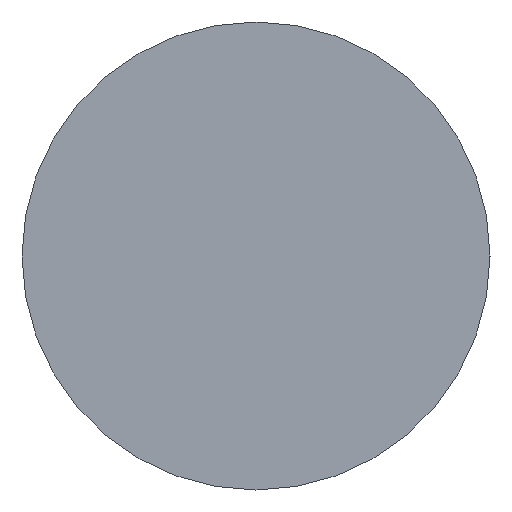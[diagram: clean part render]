
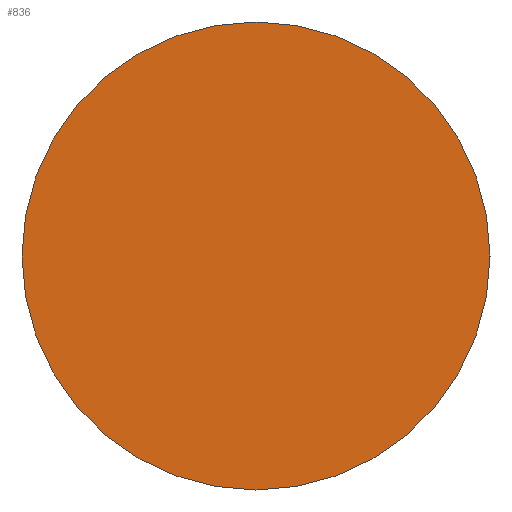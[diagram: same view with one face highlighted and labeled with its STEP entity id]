
A CAD part, left-side view. The second image highlights one B-rep face of the part: STEP entity #836.
In plain terms, the highlighted planar face has unit normal (-1, 0, 0).
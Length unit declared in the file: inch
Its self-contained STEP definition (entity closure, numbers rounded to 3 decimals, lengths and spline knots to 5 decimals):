
#105 = DIRECTION ( 'NONE',  ( -1., 0., 0. ) ) ;
#108 = CARTESIAN_POINT ( 'NONE',  ( 0., 0., -0.625 ) ) ;
#752 = DIRECTION ( 'NONE',  ( 0., 0., 1. ) ) ;
#836 = ADVANCED_FACE ( 'NONE', ( #2863 ), #1529, .F. ) ;
#1021 = AXIS2_PLACEMENT_3D ( 'NONE', #2634, #2373, #752 ) ;
#1024 = DIRECTION ( 'NONE',  ( 1., 0., 0. ) ) ;
#1170 = CARTESIAN_POINT ( 'NONE',  ( 0., 0., 0. ) ) ;
#1187 = EDGE_CURVE ( 'NONE', #3090, #2284, #2550, .T. ) ;
#1337 = EDGE_CURVE ( 'NONE', #2284, #3090, #1766, .T. ) ;
#1407 = DIRECTION ( 'NONE',  ( 0., 0., 1. ) ) ;
#1440 = EDGE_LOOP ( 'NONE', ( #2111, #2471 ) ) ;
#1529 = PLANE ( 'NONE',  #2993 ) ;
#1566 = DIRECTION ( 'NONE',  ( 0., 0., -1. ) ) ;
#1766 = CIRCLE ( 'NONE', #3115, 0.625 ) ;
#1815 = CARTESIAN_POINT ( 'NONE',  ( 0., 0.625, 0. ) ) ;
#2111 = ORIENTED_EDGE ( 'NONE', *, *, #1337, .T. ) ;
#2284 = VERTEX_POINT ( 'NONE', #2672 ) ;
#2373 = DIRECTION ( 'NONE',  ( -1., 0., 0. ) ) ;
#2471 = ORIENTED_EDGE ( 'NONE', *, *, #1187, .T. ) ;
#2550 = CIRCLE ( 'NONE', #1021, 0.625 ) ;
#2634 = CARTESIAN_POINT ( 'NONE',  ( 0., 0., 0. ) ) ;
#2672 = CARTESIAN_POINT ( 'NONE',  ( 0., 0., 0.625 ) ) ;
#2863 = FACE_OUTER_BOUND ( 'NONE', #1440, .T. ) ;
#2993 = AXIS2_PLACEMENT_3D ( 'NONE', #1815, #1024, #1566 ) ;
#3090 = VERTEX_POINT ( 'NONE', #108 ) ;
#3115 = AXIS2_PLACEMENT_3D ( 'NONE', #1170, #105, #1407 ) ;
